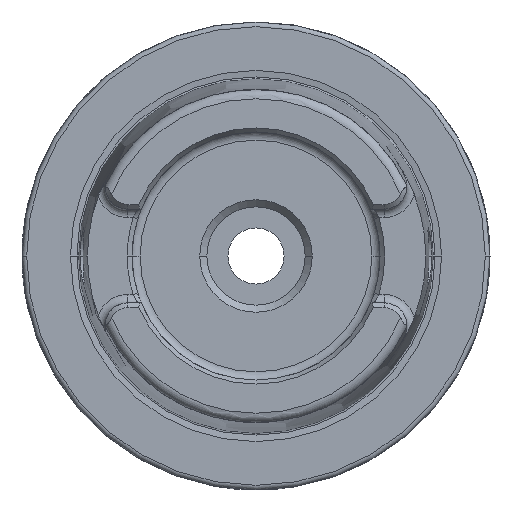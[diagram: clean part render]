
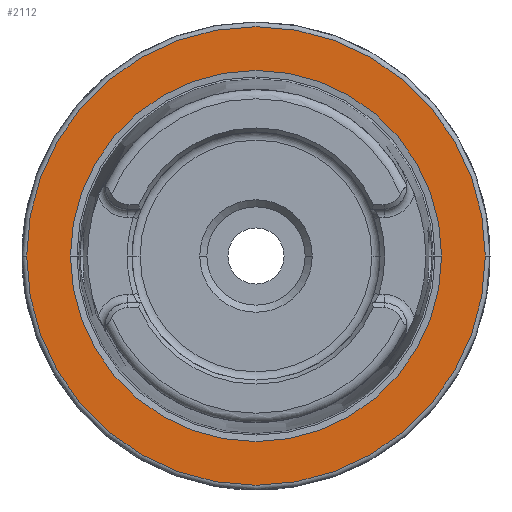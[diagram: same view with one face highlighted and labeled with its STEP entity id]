
A CAD part, left-side view. The second image highlights one B-rep face of the part: STEP entity #2112.
In plain terms, the highlighted planar face has unit normal (-1, 0, 0).
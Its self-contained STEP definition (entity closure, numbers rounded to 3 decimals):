
#124 = EDGE_LOOP ( 'NONE', ( #8564, #10994 ) ) ;
#811 = ORIENTED_EDGE ( 'NONE', *, *, #4152, .F. ) ;
#1910 = EDGE_CURVE ( 'NONE', #7779, #8788, #2234, .T. ) ;
#2071 = EDGE_CURVE ( 'NONE', #8849, #10527, #5727, .T. ) ;
#2107 = DIRECTION ( 'NONE',  ( 0., 0., -1. ) ) ;
#2112 = ADVANCED_FACE ( 'NONE', ( #5557, #7324 ), #6356, .T. ) ;
#2225 = CARTESIAN_POINT ( 'NONE',  ( 0., 39.647, 0. ) ) ;
#2234 = CIRCLE ( 'NONE', #7889, 39.647 ) ;
#2283 = EDGE_LOOP ( 'NONE', ( #4682, #811 ) ) ;
#2392 = CIRCLE ( 'NONE', #9338, 39.647 ) ;
#2725 = DIRECTION ( 'NONE',  ( 0., 0., -1. ) ) ;
#2734 = DIRECTION ( 'NONE',  ( 0., 0., -1. ) ) ;
#2913 = DIRECTION ( 'NONE',  ( 1., 0., 0. ) ) ;
#3343 = CARTESIAN_POINT ( 'NONE',  ( 0., 0., 39.647 ) ) ;
#3521 = AXIS2_PLACEMENT_3D ( 'NONE', #6667, #10168, #7622 ) ;
#4152 = EDGE_CURVE ( 'NONE', #10527, #8849, #10455, .T. ) ;
#4204 = CARTESIAN_POINT ( 'NONE',  ( 0., 0., -39.647 ) ) ;
#4577 = DIRECTION ( 'NONE',  ( 1., 0., 0. ) ) ;
#4682 = ORIENTED_EDGE ( 'NONE', *, *, #2071, .F. ) ;
#5557 = FACE_BOUND ( 'NONE', #124, .T. ) ;
#5674 = CARTESIAN_POINT ( 'NONE',  ( 0., 0., 49. ) ) ;
#5727 = CIRCLE ( 'NONE', #8784, 49. ) ;
#6078 = AXIS2_PLACEMENT_3D ( 'NONE', #2225, #8228, #9985 ) ;
#6356 = PLANE ( 'NONE',  #6078 ) ;
#6591 = CARTESIAN_POINT ( 'NONE',  ( 0., 0., 0. ) ) ;
#6667 = CARTESIAN_POINT ( 'NONE',  ( 0., 0., 0. ) ) ;
#7077 = CARTESIAN_POINT ( 'NONE',  ( 0., 0., 0. ) ) ;
#7324 = FACE_OUTER_BOUND ( 'NONE', #2283, .T. ) ;
#7622 = DIRECTION ( 'NONE',  ( 0., 0., -1. ) ) ;
#7779 = VERTEX_POINT ( 'NONE', #4204 ) ;
#7889 = AXIS2_PLACEMENT_3D ( 'NONE', #7997, #4577, #2734 ) ;
#7997 = CARTESIAN_POINT ( 'NONE',  ( 0., 0., 0. ) ) ;
#8228 = DIRECTION ( 'NONE',  ( -1., 0., 0. ) ) ;
#8564 = ORIENTED_EDGE ( 'NONE', *, *, #9578, .T. ) ;
#8784 = AXIS2_PLACEMENT_3D ( 'NONE', #6591, #2913, #2107 ) ;
#8788 = VERTEX_POINT ( 'NONE', #3343 ) ;
#8849 = VERTEX_POINT ( 'NONE', #10403 ) ;
#9338 = AXIS2_PLACEMENT_3D ( 'NONE', #7077, #10530, #2725 ) ;
#9578 = EDGE_CURVE ( 'NONE', #8788, #7779, #2392, .T. ) ;
#9985 = DIRECTION ( 'NONE',  ( 0., 0., 1. ) ) ;
#10168 = DIRECTION ( 'NONE',  ( 1., 0., 0. ) ) ;
#10403 = CARTESIAN_POINT ( 'NONE',  ( 0., 0., -49. ) ) ;
#10455 = CIRCLE ( 'NONE', #3521, 49. ) ;
#10527 = VERTEX_POINT ( 'NONE', #5674 ) ;
#10530 = DIRECTION ( 'NONE',  ( 1., 0., 0. ) ) ;
#10994 = ORIENTED_EDGE ( 'NONE', *, *, #1910, .T. ) ;
